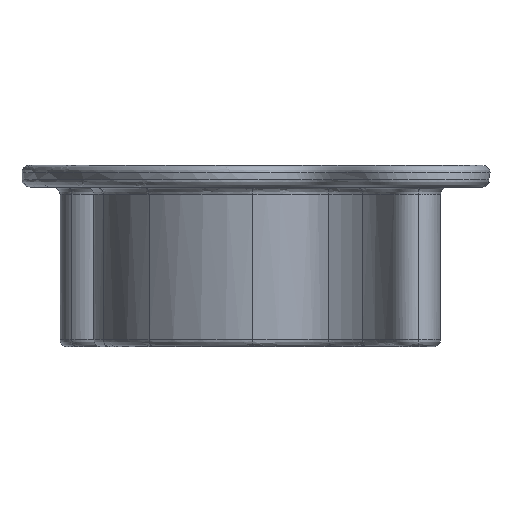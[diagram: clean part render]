
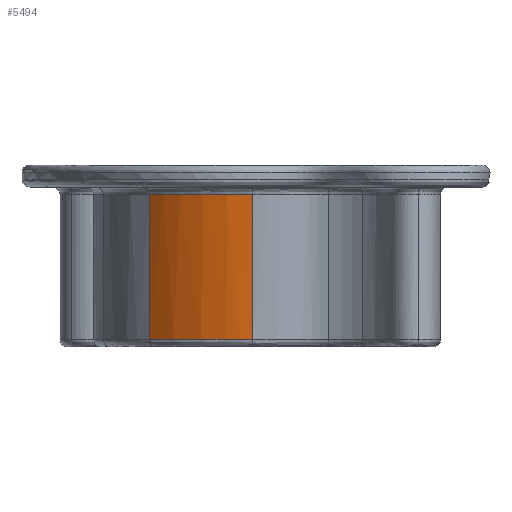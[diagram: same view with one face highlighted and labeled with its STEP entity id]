
A CAD part, left-side view. The second image highlights one B-rep face of the part: STEP entity #5494.
In plain terms, the highlighted free-form (B-spline) face has degree [3, 1] with [16, 2] control points.
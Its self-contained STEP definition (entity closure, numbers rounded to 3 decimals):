
#37 = CARTESIAN_POINT ( 'NONE',  ( 5856.262, 17184.453, -4. ) ) ;
#42 = CARTESIAN_POINT ( 'NONE',  ( 5857.154, 17187.348, -24. ) ) ;
#127 = CARTESIAN_POINT ( 'NONE',  ( 5862.66, 17195.895, -24. ) ) ;
#206 = CARTESIAN_POINT ( 'NONE',  ( 5855.88, 17182.095, -24. ) ) ;
#271 = CARTESIAN_POINT ( 'NONE',  ( 5862.655, 17195.901, -4. ) ) ;
#326 = VECTOR ( 'NONE', #12569, 1000. ) ;
#409 = LINE ( 'NONE', #2936, #326 ) ;
#827 = CARTESIAN_POINT ( 'NONE',  ( 5860.866, 17193.844, -4. ) ) ;
#905 = CARTESIAN_POINT ( 'NONE',  ( 5858.602, 17190.442, -4. ) ) ;
#1260 = EDGE_CURVE ( 'NONE', #5051, #15478, #409, .T. ) ;
#1304 = CARTESIAN_POINT ( 'NONE',  ( 5859.663, 17192.18, -24. ) ) ;
#1383 = LINE ( 'NONE', #2409, #5880 ) ;
#1388 = CARTESIAN_POINT ( 'NONE',  ( 5858.597, 17190.434, -24. ) ) ;
#1449 = VERTEX_POINT ( 'NONE', #15374 ) ;
#1456 = CARTESIAN_POINT ( 'NONE',  ( 5860.049, 17192.744, -4. ) ) ;
#2016 = CARTESIAN_POINT ( 'NONE',  ( 5859.664, 17192.183, -24. ) ) ;
#2409 = CARTESIAN_POINT ( 'NONE',  ( 5855.88, 17182.095, -25. ) ) ;
#2641 = CARTESIAN_POINT ( 'NONE',  ( 5856.074, 17183.448, -4. ) ) ;
#2711 = CARTESIAN_POINT ( 'NONE',  ( 5862.186, 17195.402, -4. ) ) ;
#2815 = B_SPLINE_CURVE_WITH_KNOTS ( 'NONE', 3,
 ( #8720, #11018, #13450, #2641, #37, #5079, #7451, #4770, #12274, #7525, #9749, #1456, #12345, #13523, #2711, #271, #14474 ),
 .UNSPECIFIED., .F., .F.,
 ( 4, 2, 1, 2, 2, 2, 2, 2, 4 ),
 ( 0., 0.001, 0.002, 0.004, 0.008, 0.01, 0.012, 0.014, 0.016 ),
 .UNSPECIFIED. ) ;
#2936 = CARTESIAN_POINT ( 'NONE',  ( 5863.145, 17196.378, -25. ) ) ;
#3359 = CARTESIAN_POINT ( 'NONE',  ( 5861.293, 17194.375, -24. ) ) ;
#3438 = CARTESIAN_POINT ( 'NONE',  ( 5858.939, 17191.03, -24. ) ) ;
#3586 = CARTESIAN_POINT ( 'NONE',  ( 5857.141, 17187.401, -4. ) ) ;
#3595 = CARTESIAN_POINT ( 'NONE',  ( 5857.966, 17189.221, -24. ) ) ;
#3674 = CARTESIAN_POINT ( 'NONE',  ( 5856.032, 17183.458, -24. ) ) ;
#3866 = EDGE_LOOP ( 'NONE', ( #10716, #9548, #11630, #15012 ) ) ;
#3875 = B_SPLINE_SURFACE_WITH_KNOTS ( 'NONE', 3, 1, ( 
 ( #5787, #10621 ),
 ( #6899, #11729 ),
 ( #8094, #15423 ),
 ( #3359, #11957 ),
 ( #5943, #827 ),
 ( #9438, #14239 ),
 ( #2016, #10777 ),
 ( #3438, #15575 ),
 ( #14157, #905 ),
 ( #4460, #14388 ),
 ( #9590, #3586 ),
 ( #6823, #5637 ),
 ( #10473, #15273 ),
 ( #12903, #5712 ),
 ( #10551, #15347 ),
 ( #4533, #14701 ) ),
 .UNSPECIFIED., .F., .F., .F.,
 ( 4, 2, 2, 2, 2, 2, 2, 4 ),
 ( 2, 2 ),
 ( 0., 0.125, 0.25, 0.375, 0.5, 0.75, 0.875, 1. ),
 ( 0., 1. ),
 .UNSPECIFIED. ) ;
#4031 = CARTESIAN_POINT ( 'NONE',  ( 5855.88, 17182.095, -24. ) ) ;
#4460 = CARTESIAN_POINT ( 'NONE',  ( 5857.665, 17188.645, -24. ) ) ;
#4533 = CARTESIAN_POINT ( 'NONE',  ( 5855.88, 17182.095, -24. ) ) ;
#4770 = CARTESIAN_POINT ( 'NONE',  ( 5857.667, 17188.651, -4. ) ) ;
#4935 = CARTESIAN_POINT ( 'NONE',  ( 5857.675, 17188.601, -24. ) ) ;
#5051 = VERTEX_POINT ( 'NONE', #11551 ) ;
#5079 = CARTESIAN_POINT ( 'NONE',  ( 5856.524, 17185.443, -4. ) ) ;
#5494 = ADVANCED_FACE ( 'NONE', ( #8399 ), #3875, .T. ) ;
#5637 = CARTESIAN_POINT ( 'NONE',  ( 5856.528, 17185.457, -4. ) ) ;
#5712 = CARTESIAN_POINT ( 'NONE',  ( 5856.066, 17183.453, -4. ) ) ;
#5787 = CARTESIAN_POINT ( 'NONE',  ( 5863.145, 17196.378, -24. ) ) ;
#5880 = VECTOR ( 'NONE', #14627, 1000. ) ;
#5943 = CARTESIAN_POINT ( 'NONE',  ( 5860.866, 17193.844, -24. ) ) ;
#6032 = CARTESIAN_POINT ( 'NONE',  ( 5858.937, 17191.025, -24. ) ) ;
#6823 = CARTESIAN_POINT ( 'NONE',  ( 5856.528, 17185.457, -24. ) ) ;
#6899 = CARTESIAN_POINT ( 'NONE',  ( 5862.654, 17195.9, -24. ) ) ;
#7142 = CARTESIAN_POINT ( 'NONE',  ( 5862.9, 17196.14, -24. ) ) ;
#7221 = CARTESIAN_POINT ( 'NONE',  ( 5860.049, 17192.745, -24. ) ) ;
#7299 = CARTESIAN_POINT ( 'NONE',  ( 5863.145, 17196.378, -24. ) ) ;
#7377 = CARTESIAN_POINT ( 'NONE',  ( 5861.292, 17194.374, -24. ) ) ;
#7451 = CARTESIAN_POINT ( 'NONE',  ( 5857.141, 17187.402, -4. ) ) ;
#7525 = CARTESIAN_POINT ( 'NONE',  ( 5858.942, 17191.034, -4. ) ) ;
#8094 = CARTESIAN_POINT ( 'NONE',  ( 5862.187, 17195.403, -24. ) ) ;
#8154 = EDGE_CURVE ( 'NONE', #14328, #1449, #1383, .T. ) ;
#8219 = EDGE_CURVE ( 'NONE', #1449, #15478, #2815, .T. ) ;
#8399 = FACE_OUTER_BOUND ( 'NONE', #3866, .T. ) ;
#8720 = CARTESIAN_POINT ( 'NONE',  ( 5855.88, 17182.095, -4. ) ) ;
#9438 = CARTESIAN_POINT ( 'NONE',  ( 5860.052, 17192.749, -24. ) ) ;
#9548 = ORIENTED_EDGE ( 'NONE', *, *, #14956, .T. ) ;
#9590 = CARTESIAN_POINT ( 'NONE',  ( 5857.141, 17187.401, -24. ) ) ;
#9749 = CARTESIAN_POINT ( 'NONE',  ( 5859.663, 17192.181, -4. ) ) ;
#9756 = CARTESIAN_POINT ( 'NONE',  ( 5856.923, 17186.713, -24. ) ) ;
#9906 = CARTESIAN_POINT ( 'NONE',  ( 5856.317, 17184.781, -24. ) ) ;
#10473 = CARTESIAN_POINT ( 'NONE',  ( 5856.352, 17184.793, -24. ) ) ;
#10551 = CARTESIAN_POINT ( 'NONE',  ( 5855.956, 17182.777, -24. ) ) ;
#10621 = CARTESIAN_POINT ( 'NONE',  ( 5863.145, 17196.378, -4. ) ) ;
#10716 = ORIENTED_EDGE ( 'NONE', *, *, #1260, .F. ) ;
#10777 = CARTESIAN_POINT ( 'NONE',  ( 5859.664, 17192.183, -4. ) ) ;
#11018 = CARTESIAN_POINT ( 'NONE',  ( 5855.918, 17182.434, -4. ) ) ;
#11551 = CARTESIAN_POINT ( 'NONE',  ( 5863.145, 17196.378, -24. ) ) ;
#11630 = ORIENTED_EDGE ( 'NONE', *, *, #8154, .T. ) ;
#11729 = CARTESIAN_POINT ( 'NONE',  ( 5862.654, 17195.9, -4. ) ) ;
#11957 = CARTESIAN_POINT ( 'NONE',  ( 5861.293, 17194.375, -4. ) ) ;
#12128 = CARTESIAN_POINT ( 'NONE',  ( 5862.192, 17195.399, -24. ) ) ;
#12274 = CARTESIAN_POINT ( 'NONE',  ( 5858.605, 17190.447, -4. ) ) ;
#12345 = CARTESIAN_POINT ( 'NONE',  ( 5860.864, 17193.841, -4. ) ) ;
#12569 = DIRECTION ( 'NONE',  ( 0., 0., 1. ) ) ;
#12903 = CARTESIAN_POINT ( 'NONE',  ( 5856.066, 17183.453, -24. ) ) ;
#13450 = CARTESIAN_POINT ( 'NONE',  ( 5855.964, 17182.774, -4. ) ) ;
#13456 = CARTESIAN_POINT ( 'NONE',  ( 5861.963, 17195.146, -24. ) ) ;
#13523 = CARTESIAN_POINT ( 'NONE',  ( 5861.291, 17194.373, -4. ) ) ;
#14157 = CARTESIAN_POINT ( 'NONE',  ( 5858.602, 17190.442, -24. ) ) ;
#14239 = CARTESIAN_POINT ( 'NONE',  ( 5860.052, 17192.749, -4. ) ) ;
#14328 = VERTEX_POINT ( 'NONE', #4031 ) ;
#14388 = CARTESIAN_POINT ( 'NONE',  ( 5857.665, 17188.645, -4. ) ) ;
#14474 = CARTESIAN_POINT ( 'NONE',  ( 5863.145, 17196.378, -4. ) ) ;
#14480 = CARTESIAN_POINT ( 'NONE',  ( 5860.865, 17193.842, -24. ) ) ;
#14627 = DIRECTION ( 'NONE',  ( 0., 0., 1. ) ) ;
#14701 = CARTESIAN_POINT ( 'NONE',  ( 5855.88, 17182.095, -4. ) ) ;
#14843 = B_SPLINE_CURVE_WITH_KNOTS ( 'NONE', 3,
 ( #7299, #7142, #127, #12128, #13456, #7377, #14480, #7221, #1304, #6032, #1388, #3595, #4935, #42, #9756, #9906, #3674, #206 ),
 .UNSPECIFIED., .F., .F.,
 ( 4, 2, 2, 2, 2, 2, 2, 2, 4 ),
 ( 0., 0.001, 0.002, 0.004, 0.006, 0.008, 0.01, 0.012, 0.016 ),
 .UNSPECIFIED. ) ;
#14956 = EDGE_CURVE ( 'NONE', #5051, #14328, #14843, .T. ) ;
#14983 = CARTESIAN_POINT ( 'NONE',  ( 5863.145, 17196.378, -4. ) ) ;
#15012 = ORIENTED_EDGE ( 'NONE', *, *, #8219, .T. ) ;
#15273 = CARTESIAN_POINT ( 'NONE',  ( 5856.352, 17184.793, -4. ) ) ;
#15347 = CARTESIAN_POINT ( 'NONE',  ( 5855.956, 17182.777, -4. ) ) ;
#15374 = CARTESIAN_POINT ( 'NONE',  ( 5855.88, 17182.095, -4. ) ) ;
#15423 = CARTESIAN_POINT ( 'NONE',  ( 5862.187, 17195.403, -4. ) ) ;
#15478 = VERTEX_POINT ( 'NONE', #14983 ) ;
#15575 = CARTESIAN_POINT ( 'NONE',  ( 5858.939, 17191.03, -4. ) ) ;
